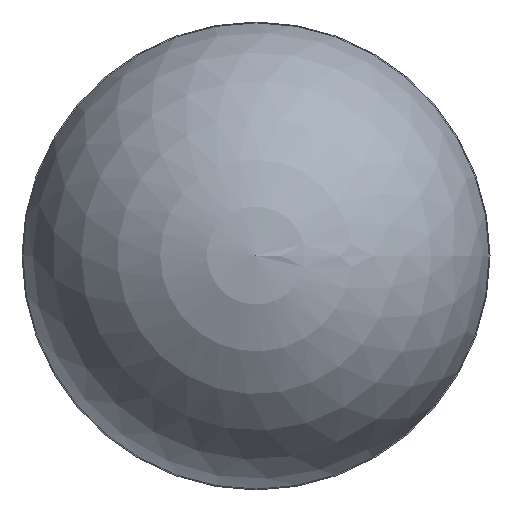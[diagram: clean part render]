
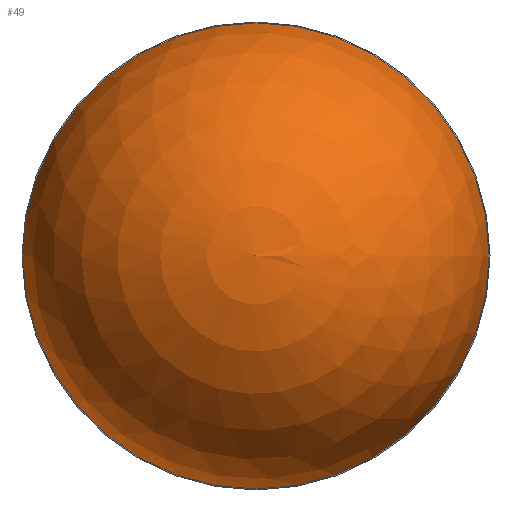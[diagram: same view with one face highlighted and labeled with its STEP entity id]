
A CAD part, top view. The second image highlights one B-rep face of the part: STEP entity #49.
In plain terms, the highlighted spherical face has radius 23.5 mm.
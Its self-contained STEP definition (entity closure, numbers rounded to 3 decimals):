
#49 = ADVANCED_FACE( '', ( #100 ), #101, .T. );
#100 = FACE_OUTER_BOUND( '', #142, .T. );
#101 = SPHERICAL_SURFACE( '', #143, 23.5 );
#142 = EDGE_LOOP( '', ( #194 ) );
#143 = AXIS2_PLACEMENT_3D( '', #195, #196, #197 );
#194 = ORIENTED_EDGE( '', *, *, #213, .F. );
#195 = CARTESIAN_POINT( '', ( 0., 0., 21.5 ) );
#196 = DIRECTION( '', ( 0., 0., 1. ) );
#197 = DIRECTION( '', ( 1., 0., 0. ) );
#213 = EDGE_CURVE( '', #237, #237, #238, .F. );
#237 = VERTEX_POINT( '', #262 );
#238 = CIRCLE( '', #263, 23.397 );
#262 = CARTESIAN_POINT( '', ( 23.397, 0., 23.699 ) );
#263 = AXIS2_PLACEMENT_3D( '', #287, #288, #289 );
#287 = CARTESIAN_POINT( '', ( 0., 0., 23.699 ) );
#288 = DIRECTION( '', ( 0., 0., 1. ) );
#289 = DIRECTION( '', ( 1., 0., 0. ) );
